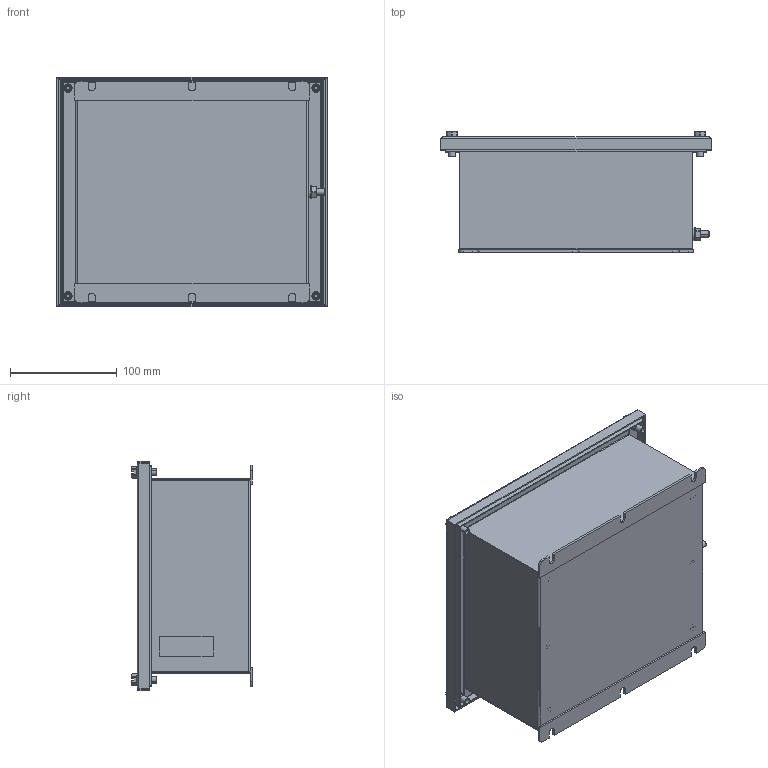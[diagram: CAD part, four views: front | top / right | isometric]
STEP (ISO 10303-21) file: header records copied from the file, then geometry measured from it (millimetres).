
FILE_DESCRIPTION (( 'STEP AP214' ), '1' );
FILE_NAME ('TEF105835XX Junction Box.STEP', '2025-01-20T12:32:45', ( '' ), ( '' ), 'SwSTEP 2.0', 'SolidWorks 2022', '' );
FILE_SCHEMA (( 'AUTOMOTIVE_DESIGN' ));
Length unit declared in the file: millimetre
Products named in the file (1): TEF105835XX Junction Box
Bounding box: 253 x 113 x 215 mm (x, y, z)
Volume: 319533.5 mm3; surface area: 490630.5 mm2
Topology: 26 solids, 26 shells, 1369 faces, 3395 edges, 2165 vertices
Faces by surface type: plane 855, cylinder 223, bspline 182, cone 97, torus 12
Entity records: 63748 total; most frequent: CARTESIAN_POINT 16867, ORIENTED_EDGE 6766, DIRECTION 5856, EDGE_CURVE 3383, LINE 2352, VECTOR 2352, VERTEX_POINT 2165, AXIS2_PLACEMENT_3D 1752
